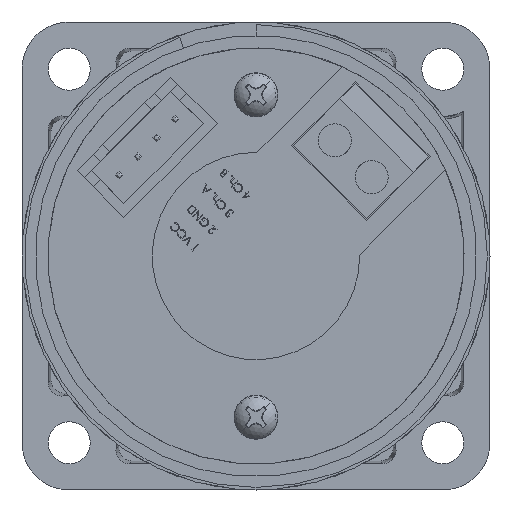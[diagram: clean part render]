
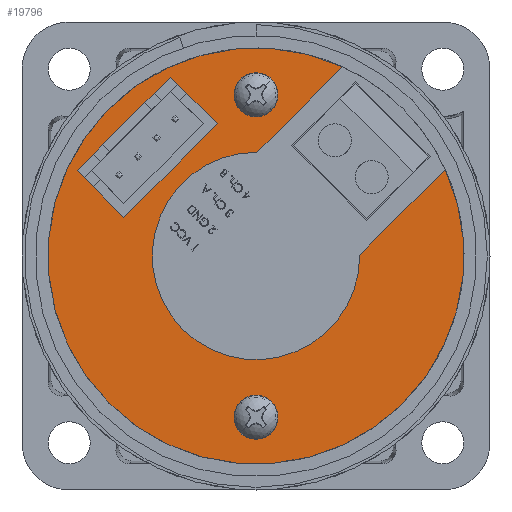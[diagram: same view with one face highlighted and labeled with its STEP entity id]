
A CAD part, front view. The second image highlights one B-rep face of the part: STEP entity #19796.
In plain terms, the highlighted face is planar.
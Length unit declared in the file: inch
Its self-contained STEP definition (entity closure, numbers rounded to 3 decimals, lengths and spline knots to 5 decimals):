
#75 = CARTESIAN_POINT ( 'NONE',  ( 0.7075, 0.6415, 0.1125 ) ) ;
#881 = CARTESIAN_POINT ( 'NONE',  ( 0., 0.6415, -0.25 ) ) ;
#1366 = CARTESIAN_POINT ( 'NONE',  ( 0.4575, 0.6415, -0.25 ) ) ;
#1372 = VECTOR ( 'NONE', #13077, 39.37008 ) ;
#1374 = EDGE_CURVE ( 'NONE', #12746, #30005, #36159, .T. ) ;
#1376 = CARTESIAN_POINT ( 'NONE',  ( -0.275, 0.6415, 0.28006 ) ) ;
#1937 = CARTESIAN_POINT ( 'NONE',  ( 0.4575, 0.6415, 0.25 ) ) ;
#2038 = VERTEX_POINT ( 'NONE', #45462 ) ;
#2188 = VERTEX_POINT ( 'NONE', #23680 ) ;
#2372 = LINE ( 'NONE', #31066, #50352 ) ;
#2534 = EDGE_LOOP ( 'NONE', ( #10152, #7956, #51235, #14967, #57560, #53209, #30002, #34205, #24792, #5093, #44773, #34614 ) ) ;
#2544 = EDGE_CURVE ( 'NONE', #3829, #55512, #45295, .T. ) ;
#2647 = DIRECTION ( 'NONE',  ( 0., 1., 0. ) ) ;
#2655 = AXIS2_PLACEMENT_3D ( 'NONE', #9791, #42268, #14512 ) ;
#3148 = DIRECTION ( 'NONE',  ( 1., 0., 0. ) ) ;
#3155 = CARTESIAN_POINT ( 'NONE',  ( 0.7075, 0.6415, 0. ) ) ;
#3279 = FACE_BOUND ( 'NONE', #2534, .T. ) ;
#3829 = VERTEX_POINT ( 'NONE', #9129 ) ;
#3932 = LINE ( 'NONE', #21118, #39617 ) ;
#4344 = ORIENTED_EDGE ( 'NONE', *, *, #7607, .F. ) ;
#4375 = LINE ( 'NONE', #56181, #7293 ) ;
#4884 = PLANE ( 'NONE',  #2655 ) ;
#5093 = ORIENTED_EDGE ( 'NONE', *, *, #14908, .F. ) ;
#5879 = AXIS2_PLACEMENT_3D ( 'NONE', #45950, #18217, #50623 ) ;
#6503 = DIRECTION ( 'NONE',  ( 0., 0., 1. ) ) ;
#6841 = CARTESIAN_POINT ( 'NONE',  ( 0.62, 0.6415, 0.25 ) ) ;
#7293 = VECTOR ( 'NONE', #28470, 39.37008 ) ;
#7334 = EDGE_CURVE ( 'NONE', #30005, #2188, #26262, .T. ) ;
#7607 = EDGE_CURVE ( 'NONE', #2038, #48375, #44251, .T. ) ;
#7649 = DIRECTION ( 'NONE',  ( 0., 1., 0. ) ) ;
#7956 = ORIENTED_EDGE ( 'NONE', *, *, #42670, .F. ) ;
#8199 = VERTEX_POINT ( 'NONE', #55771 ) ;
#8373 = DIRECTION ( 'NONE',  ( 0., 0., -1. ) ) ;
#8416 = VERTEX_POINT ( 'NONE', #10664 ) ;
#8456 = CARTESIAN_POINT ( 'NONE',  ( 0.275, 0.6415, 0.73792 ) ) ;
#9044 = ORIENTED_EDGE ( 'NONE', *, *, #13763, .T. ) ;
#9129 = CARTESIAN_POINT ( 'NONE',  ( 0.7075, 0.6415, 0.1625 ) ) ;
#9306 = CIRCLE ( 'NONE', #55423, 0.7875 ) ;
#9791 = CARTESIAN_POINT ( 'NONE',  ( 0., 0.6415, 0. ) ) ;
#9851 = LINE ( 'NONE', #17366, #22294 ) ;
#9867 = AXIS2_PLACEMENT_3D ( 'NONE', #53431, #25730, #58058 ) ;
#10152 = ORIENTED_EDGE ( 'NONE', *, *, #59008, .F. ) ;
#10664 = CARTESIAN_POINT ( 'NONE',  ( 0.7075, 0.6415, -0.1625 ) ) ;
#12746 = VERTEX_POINT ( 'NONE', #60042 ) ;
#13077 = DIRECTION ( 'NONE',  ( -1., 0., 0. ) ) ;
#13349 = CARTESIAN_POINT ( 'NONE',  ( 0.7075, 0.6415, -0.25 ) ) ;
#13763 = EDGE_CURVE ( 'NONE', #8199, #27629, #28319, .T. ) ;
#14512 = DIRECTION ( 'NONE',  ( 0., 0., 1. ) ) ;
#14796 = EDGE_CURVE ( 'NONE', #30213, #14845, #45197, .T. ) ;
#14845 = VERTEX_POINT ( 'NONE', #6841 ) ;
#14908 = EDGE_CURVE ( 'NONE', #41500, #8416, #25722, .T. ) ;
#14967 = ORIENTED_EDGE ( 'NONE', *, *, #14796, .F. ) ;
#17366 = CARTESIAN_POINT ( 'NONE',  ( 0.7075, 0.6415, -0.25 ) ) ;
#18217 = DIRECTION ( 'NONE',  ( 0., 1., 0. ) ) ;
#19148 = LINE ( 'NONE', #1366, #43759 ) ;
#19796 = ADVANCED_FACE ( 'NONE', ( #3279, #38954 ), #4884, .T. ) ;
#20724 = VECTOR ( 'NONE', #35889, 39.37008 ) ;
#21118 = CARTESIAN_POINT ( 'NONE',  ( 0., 0.6415, 0.25 ) ) ;
#21293 = VERTEX_POINT ( 'NONE', #56251 ) ;
#21801 = EDGE_CURVE ( 'NONE', #30878, #21293, #4375, .T. ) ;
#21864 = CARTESIAN_POINT ( 'NONE',  ( 0.67, 0.6415, 0.25 ) ) ;
#22092 = VECTOR ( 'NONE', #6503, 39.37008 ) ;
#22294 = VECTOR ( 'NONE', #49781, 39.37008 ) ;
#22409 = VECTOR ( 'NONE', #8373, 39.37008 ) ;
#23278 = EDGE_CURVE ( 'NONE', #30878, #8199, #9306, .T. ) ;
#23680 = CARTESIAN_POINT ( 'NONE',  ( 0.4575, 0.6415, -0.25 ) ) ;
#23934 = VECTOR ( 'NONE', #56552, 39.37008 ) ;
#24568 = CARTESIAN_POINT ( 'NONE',  ( 0.7075, 0.6415, 0.25 ) ) ;
#24792 = ORIENTED_EDGE ( 'NONE', *, *, #37762, .F. ) ;
#25722 = LINE ( 'NONE', #3155, #36493 ) ;
#25730 = DIRECTION ( 'NONE',  ( 0., 1., 0. ) ) ;
#25755 = CARTESIAN_POINT ( 'NONE',  ( 0.4575, 0.6415, -0.25 ) ) ;
#26262 = LINE ( 'NONE', #54858, #1372 ) ;
#26681 = CARTESIAN_POINT ( 'NONE',  ( 0.7075, 0.6415, 0. ) ) ;
#27629 = VERTEX_POINT ( 'NONE', #32722 ) ;
#27812 = ORIENTED_EDGE ( 'NONE', *, *, #21801, .F. ) ;
#27950 = DIRECTION ( 'NONE',  ( 0., 0., 1. ) ) ;
#28170 = VECTOR ( 'NONE', #59997, 39.37008 ) ;
#28319 = CIRCLE ( 'NONE', #5879, 0.7875 ) ;
#28470 = DIRECTION ( 'NONE',  ( 0., 0., -1. ) ) ;
#29795 = CARTESIAN_POINT ( 'NONE',  ( 0.62, 0.6415, -0.25 ) ) ;
#30002 = ORIENTED_EDGE ( 'NONE', *, *, #1374, .F. ) ;
#30005 = VERTEX_POINT ( 'NONE', #29795 ) ;
#30213 = VERTEX_POINT ( 'NONE', #59703 ) ;
#30607 = CARTESIAN_POINT ( 'NONE',  ( 0., 0.6415, 0. ) ) ;
#30878 = VERTEX_POINT ( 'NONE', #8456 ) ;
#31066 = CARTESIAN_POINT ( 'NONE',  ( 0.4575, 0.6415, 0.25 ) ) ;
#31073 = DIRECTION ( 'NONE',  ( 0., 0., -1. ) ) ;
#31473 = EDGE_CURVE ( 'NONE', #55512, #41500, #47001, .T. ) ;
#32722 = CARTESIAN_POINT ( 'NONE',  ( -0.275, 0.6415, 0.73792 ) ) ;
#32939 = VECTOR ( 'NONE', #43825, 39.37008 ) ;
#33283 = VECTOR ( 'NONE', #27950, 39.37008 ) ;
#33943 = DIRECTION ( 'NONE',  ( -1., 0., 0. ) ) ;
#34171 = EDGE_LOOP ( 'NONE', ( #59121, #4344, #53019, #27812, #38237, #9044 ) ) ;
#34205 = ORIENTED_EDGE ( 'NONE', *, *, #46973, .F. ) ;
#34614 = ORIENTED_EDGE ( 'NONE', *, *, #2544, .F. ) ;
#35216 = DIRECTION ( 'NONE',  ( 0., 0., 1. ) ) ;
#35505 = CARTESIAN_POINT ( 'NONE',  ( 0., 0.6415, 0. ) ) ;
#35889 = DIRECTION ( 'NONE',  ( 0., 0., -1. ) ) ;
#36159 = LINE ( 'NONE', #881, #23934 ) ;
#36238 = CARTESIAN_POINT ( 'NONE',  ( 0.7075, 0.6415, -0.25 ) ) ;
#36493 = VECTOR ( 'NONE', #31073, 39.37008 ) ;
#37762 = EDGE_CURVE ( 'NONE', #8416, #43179, #52742, .T. ) ;
#38237 = ORIENTED_EDGE ( 'NONE', *, *, #23278, .T. ) ;
#38954 = FACE_OUTER_BOUND ( 'NONE', #34171, .T. ) ;
#39617 = VECTOR ( 'NONE', #39732, 39.37008 ) ;
#39732 = DIRECTION ( 'NONE',  ( 1., 0., 0. ) ) ;
#40202 = DIRECTION ( 'NONE',  ( 0., 0., 1. ) ) ;
#40459 = VERTEX_POINT ( 'NONE', #24568 ) ;
#41500 = VERTEX_POINT ( 'NONE', #42752 ) ;
#41633 = EDGE_CURVE ( 'NONE', #14845, #58968, #3932, .T. ) ;
#42268 = DIRECTION ( 'NONE',  ( 0., 1., 0. ) ) ;
#42670 = EDGE_CURVE ( 'NONE', #58968, #40459, #2372, .T. ) ;
#42752 = CARTESIAN_POINT ( 'NONE',  ( 0.7075, 0.6415, -0.1125 ) ) ;
#43179 = VERTEX_POINT ( 'NONE', #51239 ) ;
#43456 = EDGE_CURVE ( 'NONE', #2188, #30213, #57584, .T. ) ;
#43759 = VECTOR ( 'NONE', #33943, 39.37008 ) ;
#43825 = DIRECTION ( 'NONE',  ( 1., 0., 0. ) ) ;
#44251 = CIRCLE ( 'NONE', #9867, 0.3925 ) ;
#44753 = AXIS2_PLACEMENT_3D ( 'NONE', #35505, #7649, #40202 ) ;
#44773 = ORIENTED_EDGE ( 'NONE', *, *, #31473, .F. ) ;
#45197 = LINE ( 'NONE', #1937, #32939 ) ;
#45295 = LINE ( 'NONE', #26681, #20724 ) ;
#45462 = CARTESIAN_POINT ( 'NONE',  ( 0., 0.6415, -0.3925 ) ) ;
#45712 = CIRCLE ( 'NONE', #44753, 0.3925 ) ;
#45950 = CARTESIAN_POINT ( 'NONE',  ( 0., 0.6415, 0. ) ) ;
#46973 = EDGE_CURVE ( 'NONE', #43179, #12746, #19148, .T. ) ;
#47001 = LINE ( 'NONE', #36238, #22409 ) ;
#48375 = VERTEX_POINT ( 'NONE', #1376 ) ;
#49312 = EDGE_CURVE ( 'NONE', #21293, #2038, #45712, .T. ) ;
#49781 = DIRECTION ( 'NONE',  ( 0., 0., -1. ) ) ;
#50352 = VECTOR ( 'NONE', #3148, 39.37008 ) ;
#50623 = DIRECTION ( 'NONE',  ( 0., 0., 1. ) ) ;
#51235 = ORIENTED_EDGE ( 'NONE', *, *, #41633, .F. ) ;
#51239 = CARTESIAN_POINT ( 'NONE',  ( 0.7075, 0.6415, -0.25 ) ) ;
#52742 = LINE ( 'NONE', #13349, #28170 ) ;
#53019 = ORIENTED_EDGE ( 'NONE', *, *, #49312, .F. ) ;
#53209 = ORIENTED_EDGE ( 'NONE', *, *, #7334, .F. ) ;
#53431 = CARTESIAN_POINT ( 'NONE',  ( 0., 0.6415, 0. ) ) ;
#53613 = EDGE_CURVE ( 'NONE', #48375, #27629, #56486, .T. ) ;
#54858 = CARTESIAN_POINT ( 'NONE',  ( 0.4575, 0.6415, -0.25 ) ) ;
#55204 = CARTESIAN_POINT ( 'NONE',  ( -0.275, 0.6415, 0.28006 ) ) ;
#55423 = AXIS2_PLACEMENT_3D ( 'NONE', #30607, #2647, #35216 ) ;
#55512 = VERTEX_POINT ( 'NONE', #75 ) ;
#55771 = CARTESIAN_POINT ( 'NONE',  ( 0., 0.6415, -0.7875 ) ) ;
#56181 = CARTESIAN_POINT ( 'NONE',  ( 0.275, 0.6415, 0.28006 ) ) ;
#56251 = CARTESIAN_POINT ( 'NONE',  ( 0.275, 0.6415, 0.28006 ) ) ;
#56486 = LINE ( 'NONE', #55204, #33283 ) ;
#56552 = DIRECTION ( 'NONE',  ( -1., 0., 0. ) ) ;
#57560 = ORIENTED_EDGE ( 'NONE', *, *, #43456, .F. ) ;
#57584 = LINE ( 'NONE', #25755, #22092 ) ;
#58058 = DIRECTION ( 'NONE',  ( 0., 0., 1. ) ) ;
#58968 = VERTEX_POINT ( 'NONE', #21864 ) ;
#59008 = EDGE_CURVE ( 'NONE', #40459, #3829, #9851, .T. ) ;
#59121 = ORIENTED_EDGE ( 'NONE', *, *, #53613, .F. ) ;
#59703 = CARTESIAN_POINT ( 'NONE',  ( 0.4575, 0.6415, 0.25 ) ) ;
#59997 = DIRECTION ( 'NONE',  ( 0., 0., -1. ) ) ;
#60042 = CARTESIAN_POINT ( 'NONE',  ( 0.67, 0.6415, -0.25 ) ) ;
